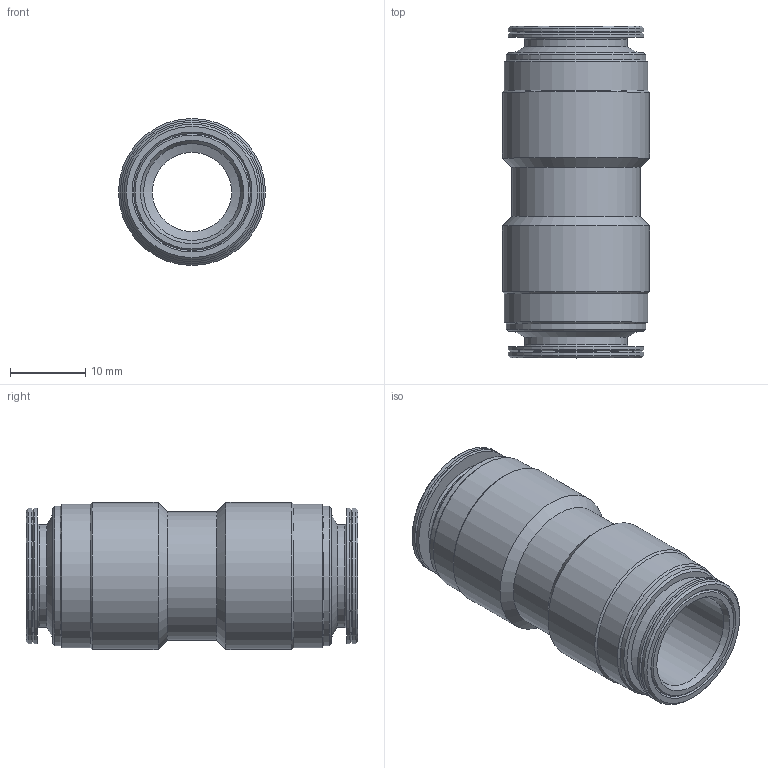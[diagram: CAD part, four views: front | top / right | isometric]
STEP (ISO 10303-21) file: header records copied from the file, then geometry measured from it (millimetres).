
FILE_DESCRIPTION(( 'MM.26.12.12.stp' ), '1');
FILE_NAME( 'MM.26.12.12.stp', '2021-03-02T15:05:51',( 'Sopra'),('sopra-pneumatic.com'), 'SwSTEP 2.0','SolidWorks 2009','' );
FILE_SCHEMA( ( 'CONFIG_CONTROL_DESIGN' ) );
Length unit declared in the file: millimetre
Products named in the file (1): NONE
Bounding box: 19.5 x 44 x 19.5 mm (x, y, z)
Volume: 6042.9 mm3; surface area: 5070 mm2
Topology: 1 solids, 1 shells, 52 faces, 98 edges, 54 vertices
Faces by surface type: cone 24, cylinder 18, plane 8, torus 2
Full cylindrical faces by diameter (mm): 10.5 x1, 12.85 x2, 13.65 x2, 17 x1, 17.5 x2, 18 x4, 18.5 x2, 19 x2, 19.5 x2
Entity records: 1092 total; most frequent: DIRECTION 210, CARTESIAN_POINT 157, AXIS2_PLACEMENT_3D 105, EDGE_LOOP 104, ORIENTED_EDGE 104, FACE_OUTER_BOUND 72, ADVANCED_FACE 52, EDGE_CURVE 52
